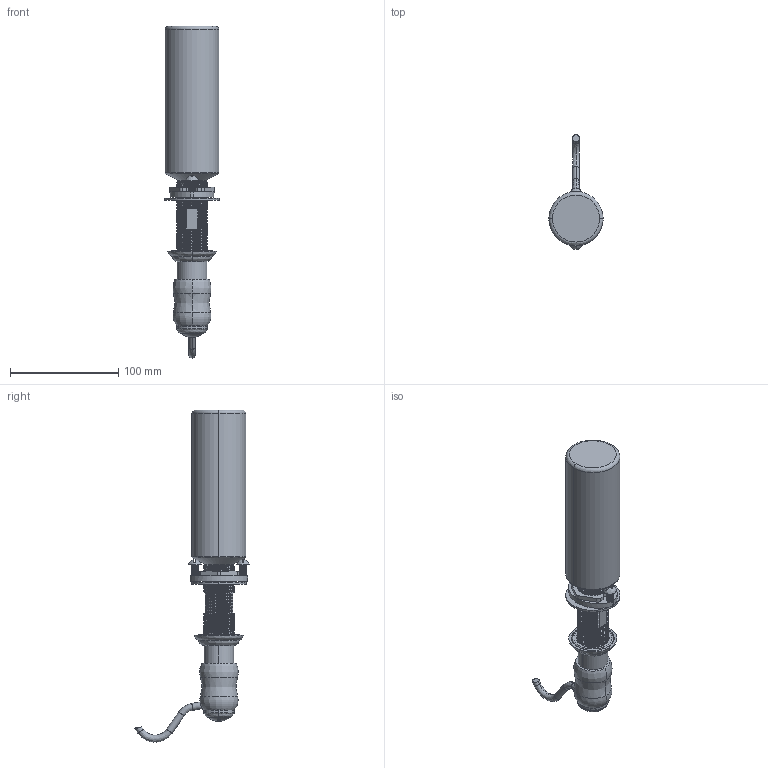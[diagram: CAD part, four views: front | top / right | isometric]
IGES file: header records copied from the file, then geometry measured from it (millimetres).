
Start section:  PTC IGES file: 124.igs
Global section: file name: 124.igs; native system: Creo Parametric by PTC Inc.; preprocessor: 2018400; author: rsmith; organization: Unknown; date: 20211110.132145; units: inch
Bounding box: 50.04 x 106.18 x 306.14 mm (x, y, z)
Surface area: 54916.9 mm2 (no closed solid volume)
Topology: 0 solids, 0 shells, 541 faces, 2996 edges, 2994 vertices
Faces by surface type: revolution 275, bspline 260, extrusion 6
